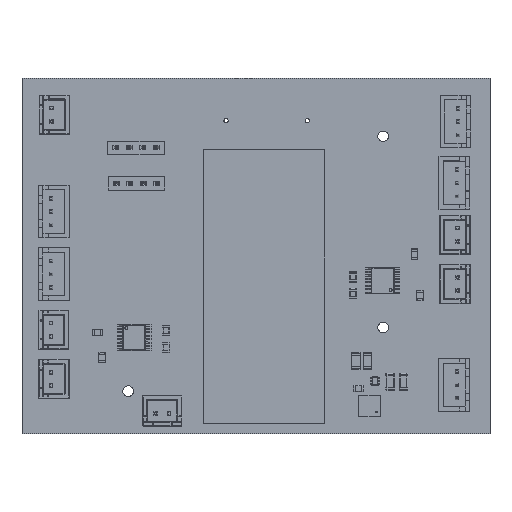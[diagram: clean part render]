
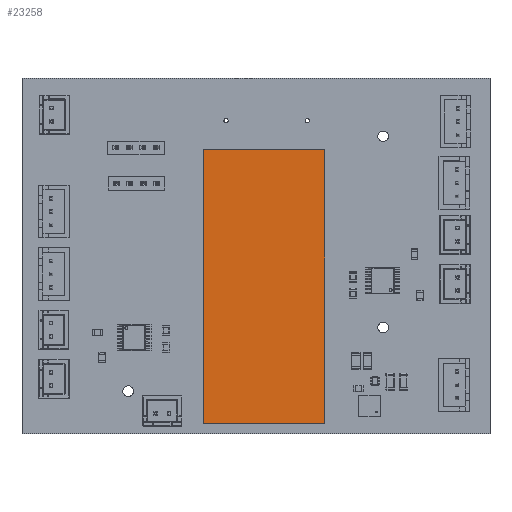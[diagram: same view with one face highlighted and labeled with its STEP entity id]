
A CAD part, top view. The second image highlights one B-rep face of the part: STEP entity #23258.
In plain terms, the highlighted planar face has unit normal (0, 0, 1).
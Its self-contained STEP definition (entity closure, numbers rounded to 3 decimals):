
#23129 = VERTEX_POINT('',#23130);
#23130 = CARTESIAN_POINT('',(-6.75,21.56,8.));
#23136 = EDGE_CURVE('',#23129,#23137,#23139,.T.);
#23137 = VERTEX_POINT('',#23138);
#23138 = CARTESIAN_POINT('',(44.85,21.56,8.));
#23139 = LINE('',#23140,#23141);
#23140 = CARTESIAN_POINT('',(-6.75,21.56,8.));
#23141 = VECTOR('',#23142,1.);
#23142 = DIRECTION('',(1.,0.,0.));
#23167 = EDGE_CURVE('',#23137,#23168,#23170,.T.);
#23168 = VERTEX_POINT('',#23169);
#23169 = CARTESIAN_POINT('',(44.85,-1.24,8.));
#23170 = LINE('',#23171,#23172);
#23171 = CARTESIAN_POINT('',(44.85,21.56,8.));
#23172 = VECTOR('',#23173,1.);
#23173 = DIRECTION('',(0.,-1.,0.));
#23198 = EDGE_CURVE('',#23168,#23199,#23201,.T.);
#23199 = VERTEX_POINT('',#23200);
#23200 = CARTESIAN_POINT('',(-6.75,-1.24,8.));
#23201 = LINE('',#23202,#23203);
#23202 = CARTESIAN_POINT('',(44.85,-1.24,8.));
#23203 = VECTOR('',#23204,1.);
#23204 = DIRECTION('',(-1.,0.,0.));
#23229 = EDGE_CURVE('',#23199,#23129,#23230,.T.);
#23230 = LINE('',#23231,#23232);
#23231 = CARTESIAN_POINT('',(-6.75,-1.24,8.));
#23232 = VECTOR('',#23233,1.);
#23233 = DIRECTION('',(0.,1.,0.));
#23258 = ADVANCED_FACE('',(#23259),#23265,.F.);
#23259 = FACE_BOUND('',#23260,.F.);
#23260 = EDGE_LOOP('',(#23261,#23262,#23263,#23264));
#23261 = ORIENTED_EDGE('',*,*,#23136,.T.);
#23262 = ORIENTED_EDGE('',*,*,#23167,.T.);
#23263 = ORIENTED_EDGE('',*,*,#23198,.T.);
#23264 = ORIENTED_EDGE('',*,*,#23229,.T.);
#23265 = PLANE('',#23266);
#23266 = AXIS2_PLACEMENT_3D('',#23267,#23268,#23269);
#23267 = CARTESIAN_POINT('',(19.05,10.16,8.));
#23268 = DIRECTION('',(0.,0.,-1.));
#23269 = DIRECTION('',(0.,-1.,0.));
